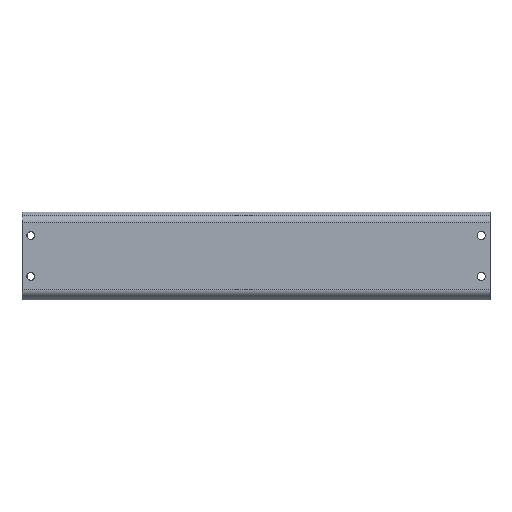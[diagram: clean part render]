
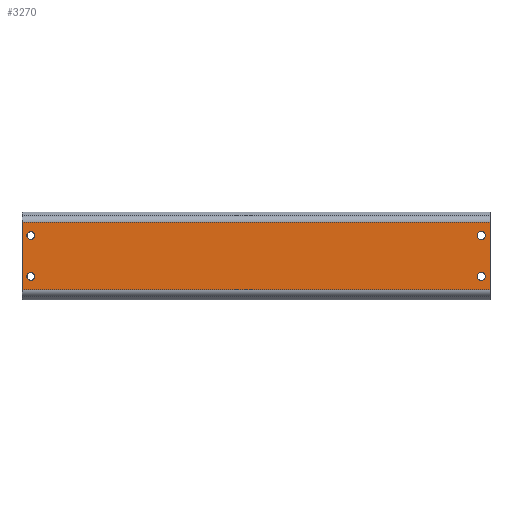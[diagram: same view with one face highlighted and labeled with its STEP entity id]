
A CAD part, top view. The second image highlights one B-rep face of the part: STEP entity #3270.
In plain terms, the highlighted planar face has unit normal (0, 0, 1).
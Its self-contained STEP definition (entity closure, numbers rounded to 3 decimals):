
#50=PLANE('',#3504);
#112=LINE('',#5040,#374);
#140=LINE('',#5123,#402);
#141=LINE('',#5126,#403);
#142=LINE('',#5127,#404);
#374=VECTOR('',#3926,400.);
#402=VECTOR('',#4008,400.);
#403=VECTOR('',#4013,57.558);
#404=VECTOR('',#4014,57.558);
#649=FACE_BOUND('',#911,.T.);
#650=FACE_BOUND('',#912,.T.);
#651=FACE_BOUND('',#913,.T.);
#652=FACE_BOUND('',#914,.T.);
#700=FACE_OUTER_BOUND('',#910,.T.);
#910=EDGE_LOOP('',(#2233,#2234,#2235,#2236));
#911=EDGE_LOOP('',(#2237));
#912=EDGE_LOOP('',(#2238));
#913=EDGE_LOOP('',(#2239));
#914=EDGE_LOOP('',(#2240));
#1119=CIRCLE('',#3458,3.3);
#1121=CIRCLE('',#3461,3.3);
#1125=CIRCLE('',#3467,3.5);
#1128=CIRCLE('',#3472,3.5);
#1347=VERTEX_POINT('',#5007);
#1349=VERTEX_POINT('',#5012);
#1353=VERTEX_POINT('',#5022);
#1356=VERTEX_POINT('',#5030);
#1357=VERTEX_POINT('',#5033);
#1360=VERTEX_POINT('',#5038);
#1387=VERTEX_POINT('',#5120);
#1388=VERTEX_POINT('',#5122);
#1667=EDGE_CURVE('',#1347,#1347,#1119,.T.);
#1669=EDGE_CURVE('',#1349,#1349,#1121,.T.);
#1673=EDGE_CURVE('',#1353,#1353,#1125,.T.);
#1676=EDGE_CURVE('',#1356,#1356,#1128,.T.);
#1680=EDGE_CURVE('',#1360,#1357,#112,.T.);
#1721=EDGE_CURVE('',#1388,#1387,#140,.T.);
#1723=EDGE_CURVE('',#1387,#1357,#141,.T.);
#1724=EDGE_CURVE('',#1388,#1360,#142,.T.);
#2233=ORIENTED_EDGE('',*,*,#1723,.T.);
#2234=ORIENTED_EDGE('',*,*,#1680,.F.);
#2235=ORIENTED_EDGE('',*,*,#1724,.F.);
#2236=ORIENTED_EDGE('',*,*,#1721,.T.);
#2237=ORIENTED_EDGE('',*,*,#1667,.T.);
#2238=ORIENTED_EDGE('',*,*,#1669,.T.);
#2239=ORIENTED_EDGE('',*,*,#1673,.T.);
#2240=ORIENTED_EDGE('',*,*,#1676,.T.);
#3270=ADVANCED_FACE('',(#700,#649,#650,#651,#652),#50,.F.);
#3458=AXIS2_PLACEMENT_3D('',#5008,#3889,#3890);
#3461=AXIS2_PLACEMENT_3D('',#5013,#3895,#3896);
#3467=AXIS2_PLACEMENT_3D('',#5023,#3907,#3908);
#3472=AXIS2_PLACEMENT_3D('',#5031,#3917,#3918);
#3504=AXIS2_PLACEMENT_3D('',#5125,#4011,#4012);
#3889=DIRECTION('center_axis',(0.,0.,-1.));
#3890=DIRECTION('ref_axis',(0.,1.,0.));
#3895=DIRECTION('center_axis',(0.,0.,-1.));
#3896=DIRECTION('ref_axis',(0.,1.,0.));
#3907=DIRECTION('center_axis',(0.,0.,-1.));
#3908=DIRECTION('ref_axis',(0.,1.,0.));
#3917=DIRECTION('center_axis',(0.,0.,-1.));
#3918=DIRECTION('ref_axis',(0.,1.,0.));
#3926=DIRECTION('',(-1.,0.,0.));
#4008=DIRECTION('',(-1.,0.,0.));
#4011=DIRECTION('center_axis',(0.,0.,-1.));
#4012=DIRECTION('ref_axis',(0.,1.,0.));
#4013=DIRECTION('',(0.,-1.,0.));
#4014=DIRECTION('',(0.,-1.,0.));
#5007=CARTESIAN_POINT('',(-192.5,20.8,0.));
#5008=CARTESIAN_POINT('Origin',(-192.5,17.5,0.));
#5012=CARTESIAN_POINT('',(-192.5,-14.2,0.));
#5013=CARTESIAN_POINT('Origin',(-192.5,-17.5,0.));
#5022=CARTESIAN_POINT('',(192.5,21.,0.));
#5023=CARTESIAN_POINT('Origin',(192.5,17.5,0.));
#5030=CARTESIAN_POINT('',(192.5,-14.,0.));
#5031=CARTESIAN_POINT('Origin',(192.5,-17.5,0.));
#5033=CARTESIAN_POINT('',(-200.,-28.779,0.));
#5038=CARTESIAN_POINT('',(200.,-28.779,0.));
#5040=CARTESIAN_POINT('',(200.,-28.779,0.));
#5120=CARTESIAN_POINT('',(-200.,28.779,0.));
#5122=CARTESIAN_POINT('',(200.,28.779,0.));
#5123=CARTESIAN_POINT('',(200.,28.779,0.));
#5125=CARTESIAN_POINT('Origin',(200.,28.779,0.));
#5126=CARTESIAN_POINT('',(-200.,28.779,0.));
#5127=CARTESIAN_POINT('',(200.,28.779,0.));
